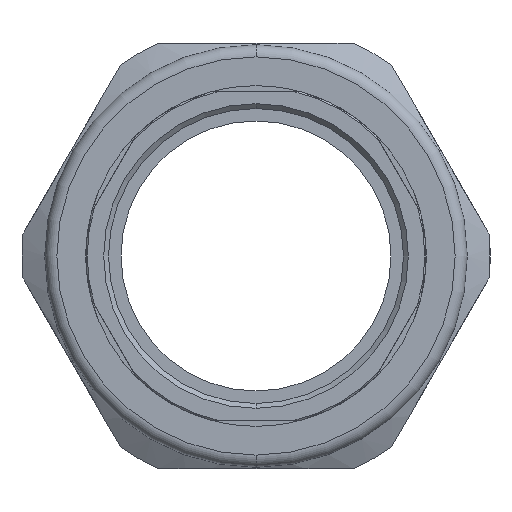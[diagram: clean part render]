
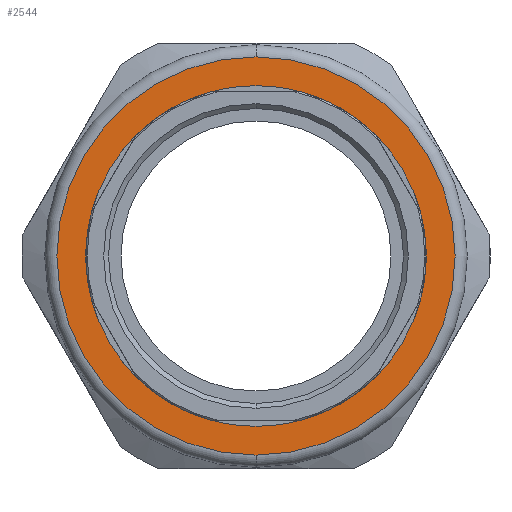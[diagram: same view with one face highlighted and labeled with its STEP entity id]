
A CAD part, left-side view. The second image highlights one B-rep face of the part: STEP entity #2544.
In plain terms, the highlighted planar face has unit normal (-1, 0, 0).
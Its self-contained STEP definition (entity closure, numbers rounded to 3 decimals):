
#35 = ORIENTED_EDGE ( 'NONE', *, *, #2626, .F. ) ;
#124 = CIRCLE ( 'NONE', #2354, 32.75 ) ;
#384 = ORIENTED_EDGE ( 'NONE', *, *, #2378, .F. ) ;
#628 = PLANE ( 'NONE',  #773 ) ;
#663 = AXIS2_PLACEMENT_3D ( 'NONE', #2104, #798, #1582 ) ;
#739 = DIRECTION ( 'NONE',  ( 0., 0., -1. ) ) ;
#773 = AXIS2_PLACEMENT_3D ( 'NONE', #3248, #2965, #3216 ) ;
#798 = DIRECTION ( 'NONE',  ( -1., 0., 0. ) ) ;
#864 = VERTEX_POINT ( 'NONE', #3327 ) ;
#941 = DIRECTION ( 'NONE',  ( 0., 0., 1. ) ) ;
#949 = VERTEX_POINT ( 'NONE', #2128 ) ;
#995 = AXIS2_PLACEMENT_3D ( 'NONE', #1527, #2935, #2427 ) ;
#1130 = EDGE_LOOP ( 'NONE', ( #35, #384 ) ) ;
#1258 = CIRCLE ( 'NONE', #995, 32.75 ) ;
#1269 = DIRECTION ( 'NONE',  ( 1., 0., 0. ) ) ;
#1425 = ORIENTED_EDGE ( 'NONE', *, *, #2745, .F. ) ;
#1446 = FACE_BOUND ( 'NONE', #1797, .T. ) ;
#1527 = CARTESIAN_POINT ( 'NONE',  ( -6.13, 0., 0. ) ) ;
#1582 = DIRECTION ( 'NONE',  ( 0., 0., 1. ) ) ;
#1733 = CARTESIAN_POINT ( 'NONE',  ( -6.13, 0., -28. ) ) ;
#1797 = EDGE_LOOP ( 'NONE', ( #1425, #2388 ) ) ;
#2035 = CIRCLE ( 'NONE', #663, 28. ) ;
#2104 = CARTESIAN_POINT ( 'NONE',  ( -6.13, 0., 0. ) ) ;
#2128 = CARTESIAN_POINT ( 'NONE',  ( -6.13, 0., 28. ) ) ;
#2222 = FACE_OUTER_BOUND ( 'NONE', #1130, .T. ) ;
#2292 = CARTESIAN_POINT ( 'NONE',  ( -6.13, 0., 32.75 ) ) ;
#2354 = AXIS2_PLACEMENT_3D ( 'NONE', #2796, #1269, #739 ) ;
#2361 = AXIS2_PLACEMENT_3D ( 'NONE', #2751, #2528, #941 ) ;
#2378 = EDGE_CURVE ( 'NONE', #2687, #864, #1258, .T. ) ;
#2388 = ORIENTED_EDGE ( 'NONE', *, *, #3101, .F. ) ;
#2427 = DIRECTION ( 'NONE',  ( 0., 0., -1. ) ) ;
#2528 = DIRECTION ( 'NONE',  ( -1., 0., 0. ) ) ;
#2544 = ADVANCED_FACE ( 'NONE', ( #1446, #2222 ), #628, .T. ) ;
#2626 = EDGE_CURVE ( 'NONE', #864, #2687, #124, .T. ) ;
#2687 = VERTEX_POINT ( 'NONE', #2292 ) ;
#2745 = EDGE_CURVE ( 'NONE', #949, #3149, #2838, .T. ) ;
#2751 = CARTESIAN_POINT ( 'NONE',  ( -6.13, 0., 0. ) ) ;
#2796 = CARTESIAN_POINT ( 'NONE',  ( -6.13, 0., 0. ) ) ;
#2838 = CIRCLE ( 'NONE', #2361, 28. ) ;
#2935 = DIRECTION ( 'NONE',  ( 1., 0., 0. ) ) ;
#2965 = DIRECTION ( 'NONE',  ( -1., 0., 0. ) ) ;
#3101 = EDGE_CURVE ( 'NONE', #3149, #949, #2035, .T. ) ;
#3149 = VERTEX_POINT ( 'NONE', #1733 ) ;
#3216 = DIRECTION ( 'NONE',  ( 0., 0., 1. ) ) ;
#3248 = CARTESIAN_POINT ( 'NONE',  ( -6.13, 0., 0. ) ) ;
#3327 = CARTESIAN_POINT ( 'NONE',  ( -6.13, 0., -32.75 ) ) ;
